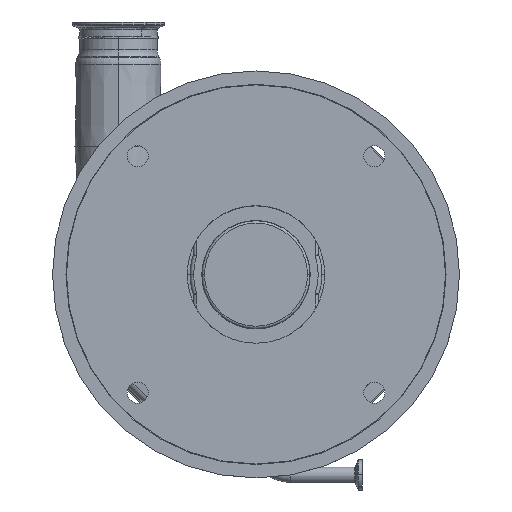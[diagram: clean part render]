
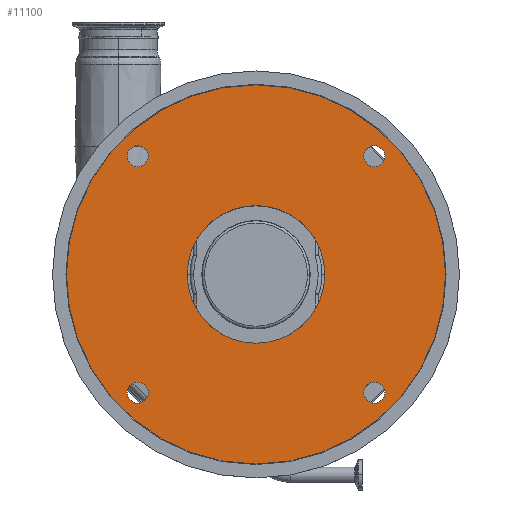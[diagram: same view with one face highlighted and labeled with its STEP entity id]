
A CAD part, top view. The second image highlights one B-rep face of the part: STEP entity #11100.
In plain terms, the highlighted planar face has unit normal (0, 0, 1).
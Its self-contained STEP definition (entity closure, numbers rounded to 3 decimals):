
#348 = EDGE_CURVE ( 'NONE', #9033, #12994, #1344, .T. ) ;
#422 = EDGE_CURVE ( 'NONE', #2483, #1925, #7622, .T. ) ;
#911 = ORIENTED_EDGE ( 'NONE', *, *, #8945, .F. ) ;
#1249 = EDGE_CURVE ( 'NONE', #14777, #8207, #12384, .T. ) ;
#1344 = CIRCLE ( 'NONE', #2657, 8.75 ) ;
#1549 = EDGE_LOOP ( 'NONE', ( #5630, #11627 ) ) ;
#1581 = FACE_BOUND ( 'NONE', #10994, .T. ) ;
#1925 = VERTEX_POINT ( 'NONE', #3916 ) ;
#2010 = CIRCLE ( 'NONE', #5666, 8.75 ) ;
#2237 = CARTESIAN_POINT ( 'NONE',  ( -98.783, -98.783, 190.5 ) ) ;
#2483 = VERTEX_POINT ( 'NONE', #14294 ) ;
#2554 = CIRCLE ( 'NONE', #4367, 8.75 ) ;
#2562 = DIRECTION ( 'NONE',  ( 1., 0., 0. ) ) ;
#2657 = AXIS2_PLACEMENT_3D ( 'NONE', #2237, #12228, #3551 ) ;
#2960 = EDGE_LOOP ( 'NONE', ( #911, #7913 ) ) ;
#2967 = CARTESIAN_POINT ( 'NONE',  ( 0., 0., 190.5 ) ) ;
#3011 = DIRECTION ( 'NONE',  ( 0., 0., 1. ) ) ;
#3343 = ORIENTED_EDGE ( 'NONE', *, *, #1249, .F. ) ;
#3551 = DIRECTION ( 'NONE',  ( 1., 0., 0. ) ) ;
#3596 = DIRECTION ( 'NONE',  ( 0., 0., 1. ) ) ;
#3735 = CARTESIAN_POINT ( 'NONE',  ( 0., 0., 190.5 ) ) ;
#3828 = ORIENTED_EDGE ( 'NONE', *, *, #8113, .F. ) ;
#3916 = CARTESIAN_POINT ( 'NONE',  ( 107.533, -98.783, 190.5 ) ) ;
#3959 = FACE_BOUND ( 'NONE', #2960, .T. ) ;
#4014 = DIRECTION ( 'NONE',  ( 1., 0., 0. ) ) ;
#4060 = DIRECTION ( 'NONE',  ( 0., 0., 1. ) ) ;
#4195 = FACE_BOUND ( 'NONE', #5973, .T. ) ;
#4334 = CIRCLE ( 'NONE', #13210, 158.4 ) ;
#4367 = AXIS2_PLACEMENT_3D ( 'NONE', #6539, #3011, #6384 ) ;
#4533 = DIRECTION ( 'NONE',  ( 1., 0., 0. ) ) ;
#4582 = DIRECTION ( 'NONE',  ( 0., 0., 1. ) ) ;
#4747 = EDGE_CURVE ( 'NONE', #13040, #9820, #5648, .T. ) ;
#4835 = EDGE_CURVE ( 'NONE', #9928, #14192, #4334, .T. ) ;
#4930 = DIRECTION ( 'NONE',  ( 0., 0., 1. ) ) ;
#4941 = CARTESIAN_POINT ( 'NONE',  ( 57.5, 0., 190.5 ) ) ;
#5122 = ORIENTED_EDGE ( 'NONE', *, *, #14774, .F. ) ;
#5315 = AXIS2_PLACEMENT_3D ( 'NONE', #3735, #6094, #16062 ) ;
#5598 = EDGE_LOOP ( 'NONE', ( #11717, #3828 ) ) ;
#5607 = EDGE_LOOP ( 'NONE', ( #8773, #7064 ) ) ;
#5630 = ORIENTED_EDGE ( 'NONE', *, *, #4835, .T. ) ;
#5648 = CIRCLE ( 'NONE', #16097, 8.75 ) ;
#5666 = AXIS2_PLACEMENT_3D ( 'NONE', #12993, #4060, #4533 ) ;
#5714 = DIRECTION ( 'NONE',  ( 0., 0., 1. ) ) ;
#5973 = EDGE_LOOP ( 'NONE', ( #5122, #3343 ) ) ;
#6033 = DIRECTION ( 'NONE',  ( 1., 0., 0. ) ) ;
#6094 = DIRECTION ( 'NONE',  ( 0., 0., 1. ) ) ;
#6384 = DIRECTION ( 'NONE',  ( 1., 0., 0. ) ) ;
#6492 = FACE_BOUND ( 'NONE', #5598, .T. ) ;
#6539 = CARTESIAN_POINT ( 'NONE',  ( -98.783, 98.783, 190.5 ) ) ;
#6573 = EDGE_CURVE ( 'NONE', #1925, #2483, #9861, .T. ) ;
#7064 = ORIENTED_EDGE ( 'NONE', *, *, #422, .F. ) ;
#7088 = AXIS2_PLACEMENT_3D ( 'NONE', #7111, #4582, #10726 ) ;
#7111 = CARTESIAN_POINT ( 'NONE',  ( 98.783, -98.783, 190.5 ) ) ;
#7622 = CIRCLE ( 'NONE', #7088, 8.75 ) ;
#7648 = FACE_BOUND ( 'NONE', #5607, .T. ) ;
#7693 = DIRECTION ( 'NONE',  ( 0., 0., 1. ) ) ;
#7883 = PLANE ( 'NONE',  #10940 ) ;
#7913 = ORIENTED_EDGE ( 'NONE', *, *, #4747, .F. ) ;
#7959 = CARTESIAN_POINT ( 'NONE',  ( -158.4, 0., 190.5 ) ) ;
#8113 = EDGE_CURVE ( 'NONE', #12326, #14971, #2010, .T. ) ;
#8207 = VERTEX_POINT ( 'NONE', #4941 ) ;
#8589 = DIRECTION ( 'NONE',  ( 1., 0., 0. ) ) ;
#8773 = ORIENTED_EDGE ( 'NONE', *, *, #6573, .F. ) ;
#8945 = EDGE_CURVE ( 'NONE', #9820, #13040, #10403, .T. ) ;
#8989 = DIRECTION ( 'NONE',  ( 0., 0., 1. ) ) ;
#9033 = VERTEX_POINT ( 'NONE', #9498 ) ;
#9060 = ORIENTED_EDGE ( 'NONE', *, *, #348, .F. ) ;
#9212 = DIRECTION ( 'NONE',  ( 1., 0., 0. ) ) ;
#9498 = CARTESIAN_POINT ( 'NONE',  ( -107.533, -98.783, 190.5 ) ) ;
#9820 = VERTEX_POINT ( 'NONE', #12395 ) ;
#9861 = CIRCLE ( 'NONE', #14018, 8.75 ) ;
#9928 = VERTEX_POINT ( 'NONE', #15836 ) ;
#9995 = EDGE_CURVE ( 'NONE', #14192, #9928, #10389, .T. ) ;
#10389 = CIRCLE ( 'NONE', #11689, 158.4 ) ;
#10403 = CIRCLE ( 'NONE', #14524, 8.75 ) ;
#10456 = EDGE_CURVE ( 'NONE', #14971, #12326, #2554, .T. ) ;
#10485 = AXIS2_PLACEMENT_3D ( 'NONE', #13923, #13773, #2562 ) ;
#10726 = DIRECTION ( 'NONE',  ( 1., 0., 0. ) ) ;
#10769 = CARTESIAN_POINT ( 'NONE',  ( 90.033, 98.783, 190.5 ) ) ;
#10793 = DIRECTION ( 'NONE',  ( 1., 0., 0. ) ) ;
#10875 = DIRECTION ( 'NONE',  ( 0., 0., 1. ) ) ;
#10940 = AXIS2_PLACEMENT_3D ( 'NONE', #2967, #14094, #9212 ) ;
#10953 = CARTESIAN_POINT ( 'NONE',  ( 98.783, 98.783, 190.5 ) ) ;
#10994 = EDGE_LOOP ( 'NONE', ( #12204, #9060 ) ) ;
#11100 = ADVANCED_FACE ( 'NONE', ( #13937, #6492, #1581, #7648, #3959, #4195 ), #7883, .T. ) ;
#11119 = CARTESIAN_POINT ( 'NONE',  ( 98.783, -98.783, 190.5 ) ) ;
#11131 = CARTESIAN_POINT ( 'NONE',  ( -98.783, -98.783, 190.5 ) ) ;
#11147 = CARTESIAN_POINT ( 'NONE',  ( 0., 0., 190.5 ) ) ;
#11312 = CARTESIAN_POINT ( 'NONE',  ( 98.783, 98.783, 190.5 ) ) ;
#11387 = DIRECTION ( 'NONE',  ( 1., 0., 0. ) ) ;
#11475 = CARTESIAN_POINT ( 'NONE',  ( -57.5, 0., 190.5 ) ) ;
#11627 = ORIENTED_EDGE ( 'NONE', *, *, #9995, .T. ) ;
#11689 = AXIS2_PLACEMENT_3D ( 'NONE', #11938, #10875, #10793 ) ;
#11717 = ORIENTED_EDGE ( 'NONE', *, *, #10456, .F. ) ;
#11938 = CARTESIAN_POINT ( 'NONE',  ( 0., 0., 190.5 ) ) ;
#12204 = ORIENTED_EDGE ( 'NONE', *, *, #13817, .F. ) ;
#12228 = DIRECTION ( 'NONE',  ( 0., 0., 1. ) ) ;
#12326 = VERTEX_POINT ( 'NONE', #12403 ) ;
#12384 = CIRCLE ( 'NONE', #5315, 57.5 ) ;
#12395 = CARTESIAN_POINT ( 'NONE',  ( 107.533, 98.783, 190.5 ) ) ;
#12403 = CARTESIAN_POINT ( 'NONE',  ( -107.533, 98.783, 190.5 ) ) ;
#12993 = CARTESIAN_POINT ( 'NONE',  ( -98.783, 98.783, 190.5 ) ) ;
#12994 = VERTEX_POINT ( 'NONE', #13308 ) ;
#13040 = VERTEX_POINT ( 'NONE', #10769 ) ;
#13210 = AXIS2_PLACEMENT_3D ( 'NONE', #11147, #4930, #4014 ) ;
#13308 = CARTESIAN_POINT ( 'NONE',  ( -90.033, -98.783, 190.5 ) ) ;
#13376 = CIRCLE ( 'NONE', #15437, 8.75 ) ;
#13773 = DIRECTION ( 'NONE',  ( 0., 0., 1. ) ) ;
#13817 = EDGE_CURVE ( 'NONE', #12994, #9033, #13376, .T. ) ;
#13923 = CARTESIAN_POINT ( 'NONE',  ( 0., 0., 190.5 ) ) ;
#13937 = FACE_OUTER_BOUND ( 'NONE', #1549, .T. ) ;
#14018 = AXIS2_PLACEMENT_3D ( 'NONE', #11119, #3596, #8589 ) ;
#14094 = DIRECTION ( 'NONE',  ( 0., 0., 1. ) ) ;
#14192 = VERTEX_POINT ( 'NONE', #7959 ) ;
#14294 = CARTESIAN_POINT ( 'NONE',  ( 90.033, -98.783, 190.5 ) ) ;
#14524 = AXIS2_PLACEMENT_3D ( 'NONE', #10953, #5714, #6033 ) ;
#14774 = EDGE_CURVE ( 'NONE', #8207, #14777, #14901, .T. ) ;
#14777 = VERTEX_POINT ( 'NONE', #11475 ) ;
#14901 = CIRCLE ( 'NONE', #10485, 57.5 ) ;
#14971 = VERTEX_POINT ( 'NONE', #15937 ) ;
#15253 = DIRECTION ( 'NONE',  ( 1., 0., 0. ) ) ;
#15437 = AXIS2_PLACEMENT_3D ( 'NONE', #11131, #8989, #15253 ) ;
#15836 = CARTESIAN_POINT ( 'NONE',  ( 158.4, 0., 190.5 ) ) ;
#15937 = CARTESIAN_POINT ( 'NONE',  ( -90.033, 98.783, 190.5 ) ) ;
#16062 = DIRECTION ( 'NONE',  ( 1., 0., 0. ) ) ;
#16097 = AXIS2_PLACEMENT_3D ( 'NONE', #11312, #7693, #11387 ) ;
